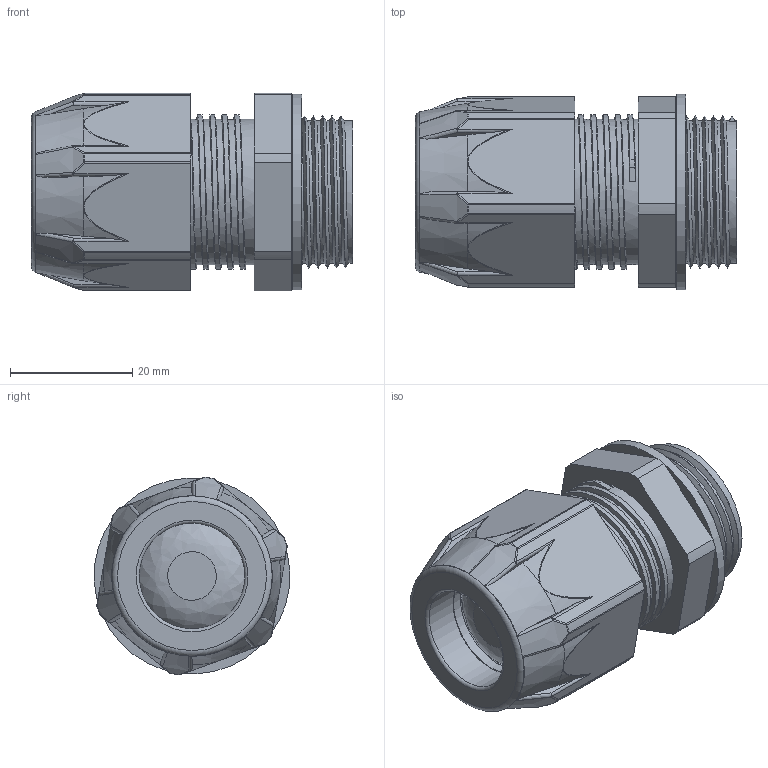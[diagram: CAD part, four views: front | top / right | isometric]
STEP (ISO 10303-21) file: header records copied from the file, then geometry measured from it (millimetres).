
FILE_DESCRIPTION(/* description */ ('Euro-Top-X-4.Generation M25x1,5, Ex i, Doppeldichtung'),/* implementation_level */ '2;1');
FILE_NAME(/* name */ '84284525X4HISI-RST.stp',/* time_stamp */ '2020-02-24T13:53:43+01:00',/* author */ ('sl'),/* organization */ (''),/* preprocessor_version */ 'ST-DEVELOPER v16.5',/* originating_system */ 'Autodesk Inventor 2017',/* authorisation */ '');
FILE_SCHEMA (('AUTOMOTIVE_DESIGN { 1 0 10303 214 3 1 1 }'));
Length unit declared in the file: millimetre
Products named in the file (7): 84284525X4HISI; 85084525X4HI; 85084525X4HISI; 85084525X4HI_1; 85084525X4HISI_1; 85084525X4HI_2; 85284525XHI
Assembly tree (6 placements, depth 2):
  84284525X4HISI
    85084525X4HI
    85084525X4HISI
    85084525X4HI_1
    85084525X4HISI_1
    85084525X4HI_2
    85284525XHI
Bounding box: 52.45 x 31.96 x 32.31 mm (x, y, z)
Volume: 11995 mm3; surface area: 18747.7 mm2
Topology: 5 solids, 6 shells, 379 faces, 1000 edges, 632 vertices
Faces by surface type: plane 131, cylinder 117, bspline 56, torus 30, sphere 24, cone 21
Full cylindrical faces by diameter (mm): 13.2 x1, 16.72 x1, 16.74 x1, 17.25 x2, 17.5 x1, 17.75 x1, 18 x1, 20.34 x1, 20.4 x2, 22.78 x1, 23.348 x6, 23.54 x1, 23.73 x6, 24.1 x5, 25.622 x6, 32 x1
Entity records: 15859 total; most frequent: CARTESIAN_POINT 7040, ORIENTED_EDGE 1778, DIRECTION 1744, EDGE_CURVE 889, AXIS2_PLACEMENT_3D 724, VERTEX_POINT 583, EDGE_LOOP 412, CIRCLE 393
